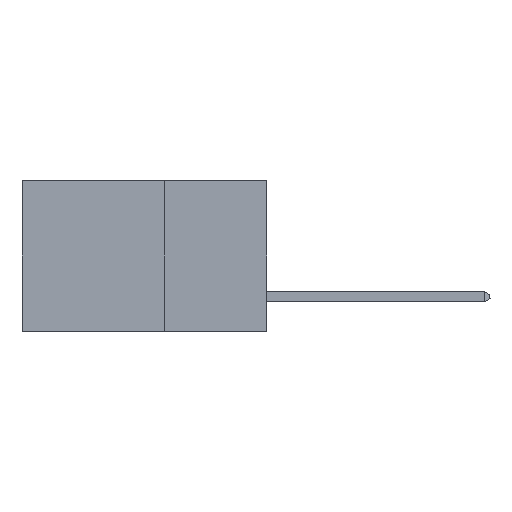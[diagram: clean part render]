
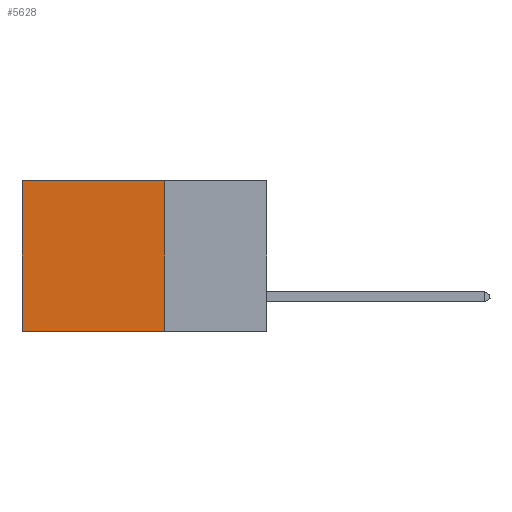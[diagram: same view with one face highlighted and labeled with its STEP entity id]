
A CAD part, left-side view. The second image highlights one B-rep face of the part: STEP entity #5628.
In plain terms, the highlighted planar face has unit normal (-1, 0, 0).
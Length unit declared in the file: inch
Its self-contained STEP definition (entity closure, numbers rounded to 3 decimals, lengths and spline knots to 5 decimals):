
#199 = LINE ( 'NONE', #25833, #26687 ) ;
#1188 = EDGE_LOOP ( 'NONE', ( #4768, #4657, #25498, #16685 ) ) ;
#1233 = CARTESIAN_POINT ( 'NONE',  ( 0.2875, 0.6, 0. ) ) ;
#4657 = ORIENTED_EDGE ( 'NONE', *, *, #16795, .F. ) ;
#4768 = ORIENTED_EDGE ( 'NONE', *, *, #25640, .T. ) ;
#4874 = CARTESIAN_POINT ( 'NONE',  ( 0.2875, 0.6, -0.37 ) ) ;
#5067 = VERTEX_POINT ( 'NONE', #1233 ) ;
#5257 = CARTESIAN_POINT ( 'NONE',  ( 0.2875, 0.25, 0. ) ) ;
#5628 = ADVANCED_FACE ( 'NONE', ( #6937 ), #16215, .F. ) ;
#6566 = VECTOR ( 'NONE', #32118, 39.37008 ) ;
#6937 = FACE_OUTER_BOUND ( 'NONE', #1188, .T. ) ;
#8095 = DIRECTION ( 'NONE',  ( 0., 1., 0. ) ) ;
#8605 = DIRECTION ( 'NONE',  ( 0., 0., -1. ) ) ;
#8965 = VERTEX_POINT ( 'NONE', #20307 ) ;
#9692 = LINE ( 'NONE', #20057, #6566 ) ;
#11223 = CARTESIAN_POINT ( 'NONE',  ( 0.2875, 0.25, 0. ) ) ;
#13304 = CARTESIAN_POINT ( 'NONE',  ( 0.2875, 0.25, 0. ) ) ;
#16215 = PLANE ( 'NONE',  #27306 ) ;
#16685 = ORIENTED_EDGE ( 'NONE', *, *, #23851, .T. ) ;
#16795 = EDGE_CURVE ( 'NONE', #8965, #18180, #17598, .T. ) ;
#17225 = VERTEX_POINT ( 'NONE', #5257 ) ;
#17598 = LINE ( 'NONE', #20590, #22681 ) ;
#17778 = DIRECTION ( 'NONE',  ( 0., 0., -1. ) ) ;
#18180 = VERTEX_POINT ( 'NONE', #4874 ) ;
#18712 = VECTOR ( 'NONE', #17778, 39.37008 ) ;
#20057 = CARTESIAN_POINT ( 'NONE',  ( 0.2875, 0.25, 0. ) ) ;
#20307 = CARTESIAN_POINT ( 'NONE',  ( 0.2875, 0.25, -0.37 ) ) ;
#20590 = CARTESIAN_POINT ( 'NONE',  ( 0.2875, 0.25, -0.37 ) ) ;
#22681 = VECTOR ( 'NONE', #8095, 39.37008 ) ;
#23097 = EDGE_CURVE ( 'NONE', #17225, #8965, #23727, .T. ) ;
#23727 = LINE ( 'NONE', #13304, #18712 ) ;
#23851 = EDGE_CURVE ( 'NONE', #17225, #5067, #9692, .T. ) ;
#25498 = ORIENTED_EDGE ( 'NONE', *, *, #23097, .F. ) ;
#25640 = EDGE_CURVE ( 'NONE', #5067, #18180, #199, .T. ) ;
#25833 = CARTESIAN_POINT ( 'NONE',  ( 0.2875, 0.6, 0. ) ) ;
#26687 = VECTOR ( 'NONE', #8605, 39.37008 ) ;
#27306 = AXIS2_PLACEMENT_3D ( 'NONE', #11223, #28616, #28284 ) ;
#28284 = DIRECTION ( 'NONE',  ( 0., 0., -1. ) ) ;
#28616 = DIRECTION ( 'NONE',  ( 1., 0., 0. ) ) ;
#32118 = DIRECTION ( 'NONE',  ( 0., 1., 0. ) ) ;
